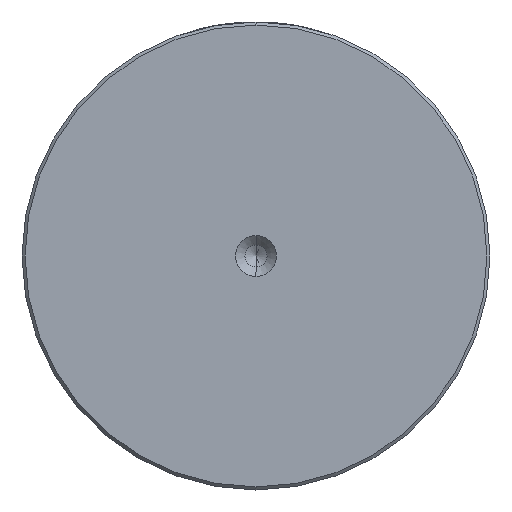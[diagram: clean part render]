
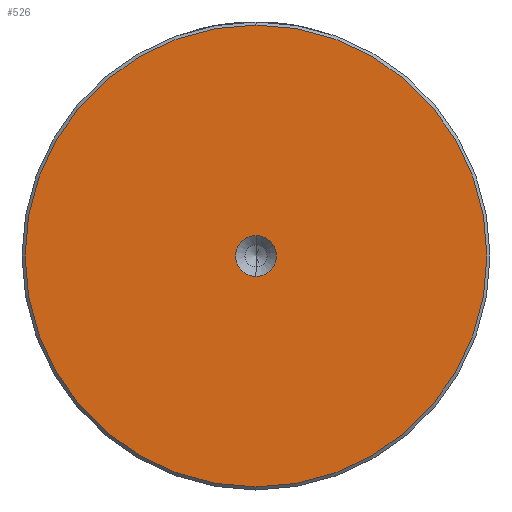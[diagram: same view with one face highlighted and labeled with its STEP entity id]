
A CAD part, left-side view. The second image highlights one B-rep face of the part: STEP entity #526.
In plain terms, the highlighted planar face has unit normal (-1, 0, 0).
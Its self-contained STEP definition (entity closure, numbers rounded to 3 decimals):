
#116 = CARTESIAN_POINT ( 'NONE',  ( 0., 0., 0. ) ) ;
#153 = CARTESIAN_POINT ( 'NONE',  ( 0., 0., -37.5 ) ) ;
#384 = DIRECTION ( 'NONE',  ( 0., 0., 1. ) ) ;
#405 = CIRCLE ( 'NONE', #1807, 3.3 ) ;
#526 = ADVANCED_FACE ( 'NONE', ( #1005, #1178 ), #1084, .T. ) ;
#637 = CARTESIAN_POINT ( 'NONE',  ( 0., 0., 0. ) ) ;
#774 = CARTESIAN_POINT ( 'NONE',  ( 0., 0., 37.5 ) ) ;
#889 = AXIS2_PLACEMENT_3D ( 'NONE', #116, #2013, #384 ) ;
#896 = EDGE_CURVE ( 'NONE', #1421, #2988, #405, .T. ) ;
#902 = DIRECTION ( 'NONE',  ( 0., 0., 1. ) ) ;
#949 = CARTESIAN_POINT ( 'NONE',  ( 0., 0., 0. ) ) ;
#973 = EDGE_LOOP ( 'NONE', ( #3276, #2136 ) ) ;
#1005 = FACE_OUTER_BOUND ( 'NONE', #1268, .T. ) ;
#1084 = PLANE ( 'NONE',  #3048 ) ;
#1098 = EDGE_CURVE ( 'NONE', #2988, #1421, #3536, .T. ) ;
#1178 = FACE_BOUND ( 'NONE', #973, .T. ) ;
#1220 = DIRECTION ( 'NONE',  ( 0., 0., 1. ) ) ;
#1268 = EDGE_LOOP ( 'NONE', ( #1994, #1823 ) ) ;
#1352 = CARTESIAN_POINT ( 'NONE',  ( 0., 0., 0. ) ) ;
#1421 = VERTEX_POINT ( 'NONE', #1622 ) ;
#1427 = DIRECTION ( 'NONE',  ( -1., 0., 0. ) ) ;
#1450 = CIRCLE ( 'NONE', #3120, 37.5 ) ;
#1457 = CARTESIAN_POINT ( 'NONE',  ( 0., 0., 3.3 ) ) ;
#1622 = CARTESIAN_POINT ( 'NONE',  ( 0., 0., -3.3 ) ) ;
#1627 = DIRECTION ( 'NONE',  ( 0., 0., 1. ) ) ;
#1807 = AXIS2_PLACEMENT_3D ( 'NONE', #3073, #1427, #3356 ) ;
#1823 = ORIENTED_EDGE ( 'NONE', *, *, #2918, .T. ) ;
#1888 = EDGE_CURVE ( 'NONE', #3260, #2159, #2572, .T. ) ;
#1994 = ORIENTED_EDGE ( 'NONE', *, *, #1888, .T. ) ;
#2013 = DIRECTION ( 'NONE',  ( -1., 0., 0. ) ) ;
#2135 = AXIS2_PLACEMENT_3D ( 'NONE', #949, #2868, #1220 ) ;
#2136 = ORIENTED_EDGE ( 'NONE', *, *, #896, .F. ) ;
#2159 = VERTEX_POINT ( 'NONE', #774 ) ;
#2535 = DIRECTION ( 'NONE',  ( -1., 0., 0. ) ) ;
#2572 = CIRCLE ( 'NONE', #889, 37.5 ) ;
#2868 = DIRECTION ( 'NONE',  ( -1., 0., 0. ) ) ;
#2918 = EDGE_CURVE ( 'NONE', #2159, #3260, #1450, .T. ) ;
#2988 = VERTEX_POINT ( 'NONE', #1457 ) ;
#3048 = AXIS2_PLACEMENT_3D ( 'NONE', #1352, #3272, #1627 ) ;
#3073 = CARTESIAN_POINT ( 'NONE',  ( 0., 0., 0. ) ) ;
#3120 = AXIS2_PLACEMENT_3D ( 'NONE', #637, #2535, #902 ) ;
#3260 = VERTEX_POINT ( 'NONE', #153 ) ;
#3272 = DIRECTION ( 'NONE',  ( -1., 0., 0. ) ) ;
#3276 = ORIENTED_EDGE ( 'NONE', *, *, #1098, .F. ) ;
#3356 = DIRECTION ( 'NONE',  ( 0., 0., 1. ) ) ;
#3536 = CIRCLE ( 'NONE', #2135, 3.3 ) ;
